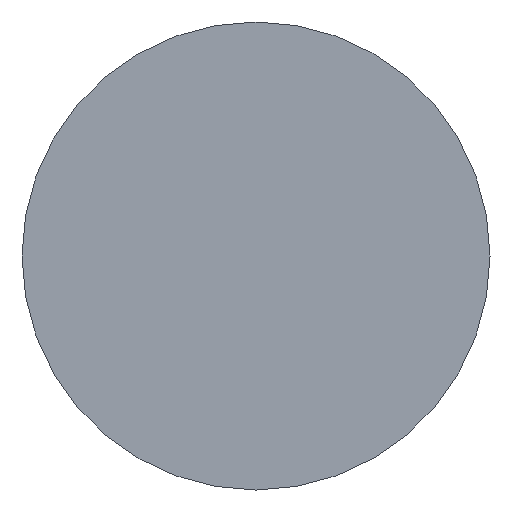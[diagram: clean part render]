
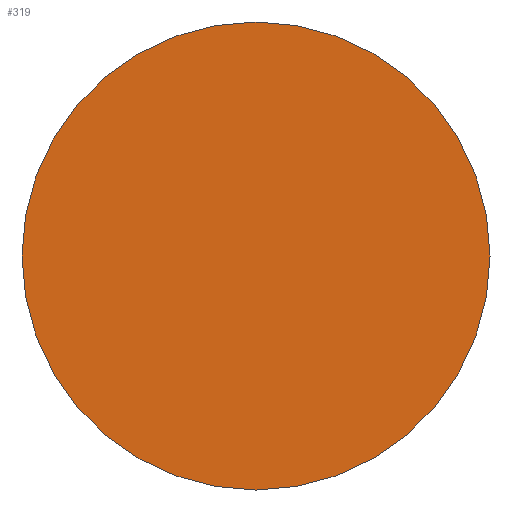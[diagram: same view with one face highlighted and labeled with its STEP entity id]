
A CAD part, front view. The second image highlights one B-rep face of the part: STEP entity #319.
In plain terms, the highlighted planar face has unit normal (0, -1, 0).
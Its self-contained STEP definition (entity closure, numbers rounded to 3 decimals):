
#223=EDGE_CURVE('',#251,#261,#532,.T.);
#251=VERTEX_POINT('',#565);
#261=VERTEX_POINT('',#576);
#315=EDGE_CURVE('',#261,#251,#640,.T.);
#319=ADVANCED_FACE('',(#644),#645,.T.);
#532=CIRCLE('',#882,12.5);
#565=CARTESIAN_POINT('',(12.5,-15.0,0.));
#576=CARTESIAN_POINT('',(-12.5,-15.0,0.0));
#640=CIRCLE('',#1019,12.5);
#644=FACE_OUTER_BOUND('',#1024,.T.);
#645=PLANE('',#1025);
#882=AXIS2_PLACEMENT_3D('',#1290,#1291,#1292);
#1019=AXIS2_PLACEMENT_3D('',#1446,#1447,#1448);
#1024=EDGE_LOOP('',(#1453,#1454));
#1025=AXIS2_PLACEMENT_3D('',#1455,#1456,#1457);
#1290=CARTESIAN_POINT('',(0.,-15.0,0.0));
#1291=DIRECTION('',(0.,-1.0,0.0));
#1292=DIRECTION('',(-1.0,0.,0.0));
#1446=CARTESIAN_POINT('',(0.,-15.0,0.0));
#1447=DIRECTION('',(0.,-1.0,0.0));
#1448=DIRECTION('',(-1.0,0.,0.0));
#1453=ORIENTED_EDGE('',*,*,#315,.T.);
#1454=ORIENTED_EDGE('',*,*,#223,.T.);
#1455=CARTESIAN_POINT('',(0.,-15.0,0.0));
#1456=DIRECTION('',(0.,-1.0,0.0));
#1457=DIRECTION('',(-1.0,0.,0.0));
